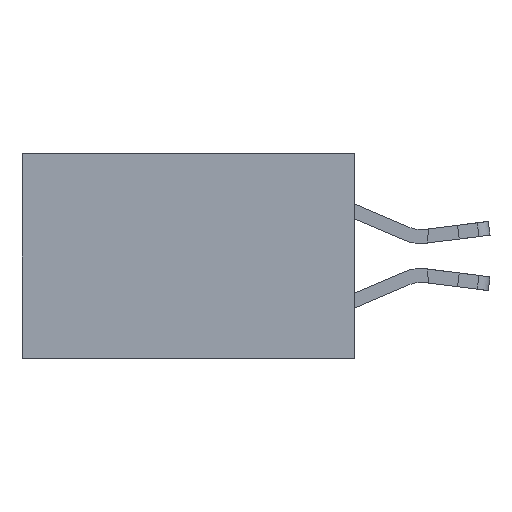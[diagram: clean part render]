
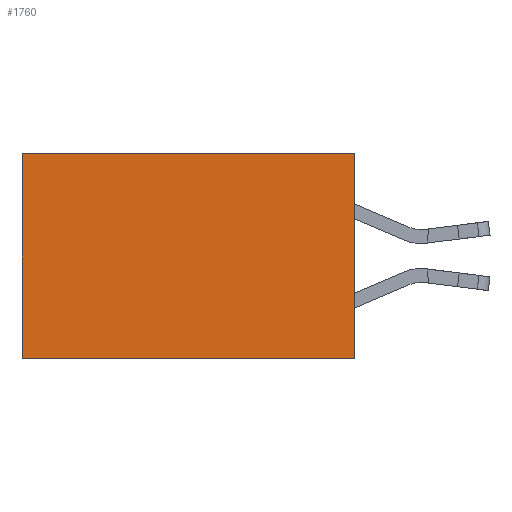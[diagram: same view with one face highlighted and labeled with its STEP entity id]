
A CAD part, left-side view. The second image highlights one B-rep face of the part: STEP entity #1760.
In plain terms, the highlighted planar face has unit normal (-1, 0, 0).
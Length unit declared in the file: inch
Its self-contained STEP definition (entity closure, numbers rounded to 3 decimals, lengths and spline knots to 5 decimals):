
#37 = DIRECTION ( 'NONE',  ( 0., 1., 0. ) ) ;
#261 = ORIENTED_EDGE ( 'NONE', *, *, #7084, .F. ) ;
#550 = EDGE_CURVE ( 'NONE', #5585, #8273, #21275, .T. ) ;
#1760 = ADVANCED_FACE ( 'NONE', ( #3865 ), #2128, .F. ) ;
#2125 = CARTESIAN_POINT ( 'NONE',  ( 0.2615, 0., 0. ) ) ;
#2128 = PLANE ( 'NONE',  #19135 ) ;
#3229 = DIRECTION ( 'NONE',  ( 0., 1., 0. ) ) ;
#3274 = VECTOR ( 'NONE', #12920, 39.37008 ) ;
#3865 = FACE_OUTER_BOUND ( 'NONE', #16285, .T. ) ;
#4890 = VECTOR ( 'NONE', #5552, 39.37008 ) ;
#5552 = DIRECTION ( 'NONE',  ( 0., 0., -1. ) ) ;
#5585 = VERTEX_POINT ( 'NONE', #11822 ) ;
#6831 = ORIENTED_EDGE ( 'NONE', *, *, #16865, .F. ) ;
#7084 = EDGE_CURVE ( 'NONE', #10926, #12413, #12063, .T. ) ;
#7426 = VECTOR ( 'NONE', #3229, 39.37008 ) ;
#8273 = VERTEX_POINT ( 'NONE', #15912 ) ;
#8562 = EDGE_CURVE ( 'NONE', #10926, #5585, #16966, .T. ) ;
#10838 = VECTOR ( 'NONE', #37, 39.37008 ) ;
#10926 = VERTEX_POINT ( 'NONE', #10930 ) ;
#10930 = CARTESIAN_POINT ( 'NONE',  ( 0.2615, 0., 0. ) ) ;
#11822 = CARTESIAN_POINT ( 'NONE',  ( 0.2615, 0.6, 0. ) ) ;
#12063 = LINE ( 'NONE', #20188, #4890 ) ;
#12413 = VERTEX_POINT ( 'NONE', #14741 ) ;
#12920 = DIRECTION ( 'NONE',  ( 0., 0., -1. ) ) ;
#13411 = CARTESIAN_POINT ( 'NONE',  ( 0.2615, 0., -0.37 ) ) ;
#13521 = LINE ( 'NONE', #13411, #7426 ) ;
#14741 = CARTESIAN_POINT ( 'NONE',  ( 0.2615, 0., -0.37 ) ) ;
#15565 = DIRECTION ( 'NONE',  ( 1., 0., 0. ) ) ;
#15912 = CARTESIAN_POINT ( 'NONE',  ( 0.2615, 0.6, -0.37 ) ) ;
#16285 = EDGE_LOOP ( 'NONE', ( #18191, #6831, #261, #19714 ) ) ;
#16697 = CARTESIAN_POINT ( 'NONE',  ( 0.2615, 0.6, -0.37 ) ) ;
#16865 = EDGE_CURVE ( 'NONE', #12413, #8273, #13521, .T. ) ;
#16966 = LINE ( 'NONE', #2125, #10838 ) ;
#17176 = CARTESIAN_POINT ( 'NONE',  ( 0.2615, 0., -0.37 ) ) ;
#18191 = ORIENTED_EDGE ( 'NONE', *, *, #550, .T. ) ;
#19135 = AXIS2_PLACEMENT_3D ( 'NONE', #17176, #15565, #20444 ) ;
#19714 = ORIENTED_EDGE ( 'NONE', *, *, #8562, .T. ) ;
#20188 = CARTESIAN_POINT ( 'NONE',  ( 0.2615, 0., -0.37 ) ) ;
#20444 = DIRECTION ( 'NONE',  ( 0., 0., -1. ) ) ;
#21275 = LINE ( 'NONE', #16697, #3274 ) ;
